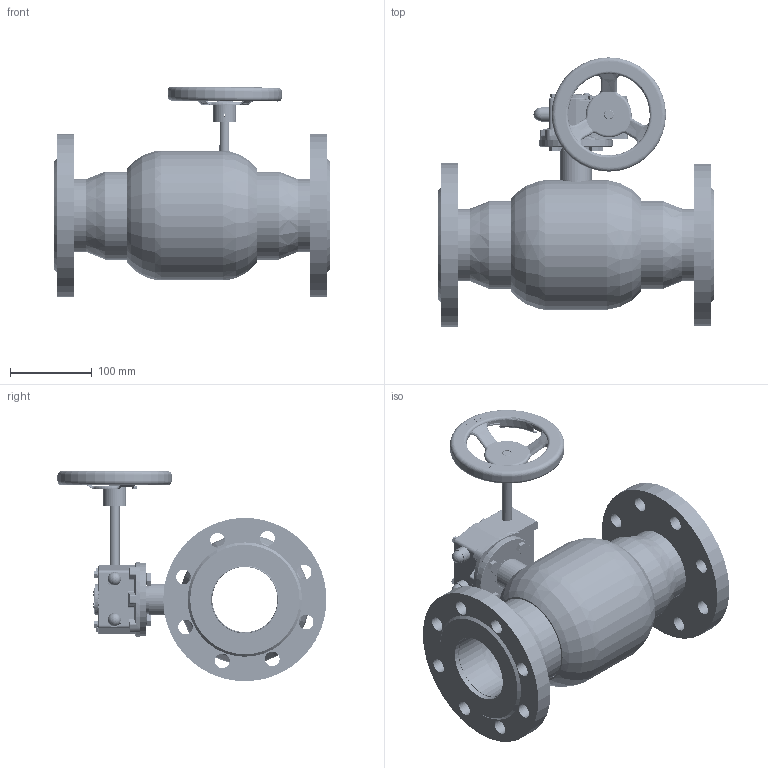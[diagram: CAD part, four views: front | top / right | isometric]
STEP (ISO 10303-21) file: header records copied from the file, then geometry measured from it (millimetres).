
FILE_DESCRIPTION (( 'STEP AP214' ), '1' );
FILE_NAME ('籵噤DN80楊擘恘謫⑩概PN25.STEP', '2026-01-28T03:31:48', ( '' ), ( '' ), 'SwSTEP 2.0', 'SolidWorks 2022', '' );
FILE_SCHEMA (( 'AUTOMOTIVE_DESIGN' ));
Length unit declared in the file: millimetre
Products named in the file (26): 硌尨齪.stp; 蹟隊M4-8.stp; 80籵噤諉; Q61F-100-5粣杶; M07恦謫; 80楊擘2.5; 恘裝.stp; 粟菜5.stp; 階M8-35.stp; Q61F-100-1概极樓馱; hexagon head bolts-full thread gb_GB_FASTENER_BOLT_STBAB A M8X16-N; AXK1225.stp; 忒謫.stp; 眊裔.stp; 蝶簽.stp; 通径DN80法兰蜗轮球阀PN25; luomu8.stp; 恘謫.stp; 源粣杶.stp; 眊极.stp; 38-2.65.stp; M07.stp; 源蝶輸.stp; 粟种4-28.stp; 鞠M5-16.stp; 80-100攫
Assembly tree (47 placements, depth 4):
  通径DN80法兰蜗轮球阀PN25
    Q61F-100-1概极樓馱
    Q61F-100-5粣杶
    80-100攫
    M07恦謫
      M07.stp
        眊极.stp
        恘謫.stp
        38-2.65.stp  x2
        階M8-35.stp  x2
        luomu8.stp  x2
        蝶簽.stp  x2
        恘裝.stp
        AXK1225.stp  x2
        源粣杶.stp  x2
        源蝶輸.stp
        眊裔.stp
        粟菜5.stp  x6
        鞠M5-16.stp  x6
        硌尨齪.stp
        蹟隊M4-8.stp  x2
        粟种4-28.stp
        忒謫.stp
    hexagon head bolts-full thread gb_GB_FASTENER_BOLT_STBAB A M8X16-N  x4
    80籵噤諉  x2
    80楊擘2.5  x2
Bounding box: 337 x 329.5 x 257.7 mm (x, y, z)
Volume: 2238306.6 mm3; surface area: 669558 mm2
Topology: 45 solids, 45 shells, 3441 faces, 9465 edges, 6171 vertices
Faces by surface type: cylinder 2045, plane 807, cone 284, bspline 198, torus 97, sphere 10
Entity records: 145180 total; most frequent: CARTESIAN_POINT 86250, ORIENTED_EDGE 13536, DIRECTION 9811, EDGE_CURVE 6768, VERTEX_POINT 4423, AXIS2_PLACEMENT_3D 3660, B_SPLINE_CURVE_WITH_KNOTS 2914, EDGE_LOOP 2651
